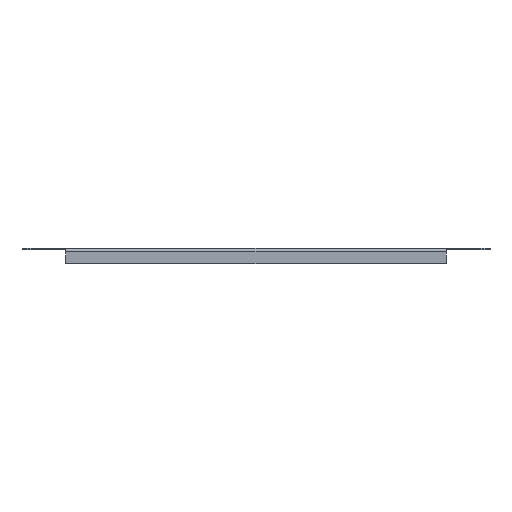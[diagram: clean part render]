
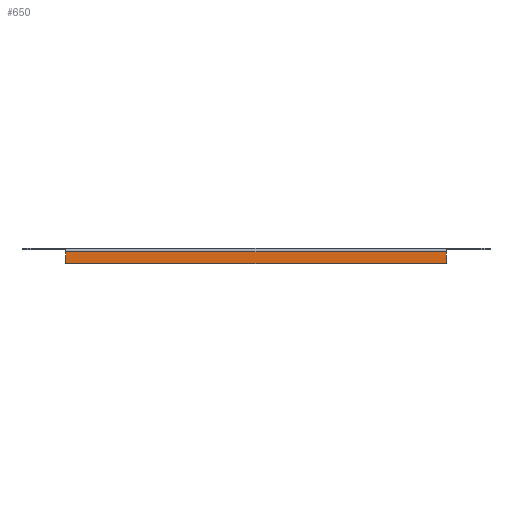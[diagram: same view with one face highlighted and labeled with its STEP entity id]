
A CAD part, front view. The second image highlights one B-rep face of the part: STEP entity #650.
In plain terms, the highlighted planar face has unit normal (0, -1, 0).
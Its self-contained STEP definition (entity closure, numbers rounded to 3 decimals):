
#7 = LINE ( 'NONE', #454, #732 ) ;
#19 = LINE ( 'NONE', #782, #427 ) ;
#76 = EDGE_CURVE ( 'NONE', #1018, #113, #19, .T. ) ;
#113 = VERTEX_POINT ( 'NONE', #671 ) ;
#162 = ORIENTED_EDGE ( 'NONE', *, *, #369, .F. ) ;
#166 = VERTEX_POINT ( 'NONE', #1042 ) ;
#206 = EDGE_CURVE ( 'NONE', #529, #1018, #1363, .T. ) ;
#274 = CARTESIAN_POINT ( 'NONE',  ( 0., -74.7, 0. ) ) ;
#287 = CARTESIAN_POINT ( 'NONE',  ( 99.5, -74.7, -8. ) ) ;
#369 = EDGE_CURVE ( 'NONE', #166, #529, #628, .T. ) ;
#380 = DIRECTION ( 'NONE',  ( 0., 0., 1. ) ) ;
#427 = VECTOR ( 'NONE', #1118, 1000. ) ;
#454 = CARTESIAN_POINT ( 'NONE',  ( 99.5, -74.7, -0.8 ) ) ;
#529 = VERTEX_POINT ( 'NONE', #1217 ) ;
#622 = DIRECTION ( 'NONE',  ( -1., 0., 0. ) ) ;
#628 = LINE ( 'NONE', #287, #1230 ) ;
#637 = AXIS2_PLACEMENT_3D ( 'NONE', #274, #817, #380 ) ;
#650 = ADVANCED_FACE ( 'NONE', ( #926 ), #1362, .F. ) ;
#671 = CARTESIAN_POINT ( 'NONE',  ( 99.5, -74.7, -1.8 ) ) ;
#687 = EDGE_LOOP ( 'NONE', ( #1398, #1414, #162, #829 ) ) ;
#732 = VECTOR ( 'NONE', #1320, 1000. ) ;
#774 = VECTOR ( 'NONE', #812, 1000. ) ;
#782 = CARTESIAN_POINT ( 'NONE',  ( 99.5, -74.7, -1.8 ) ) ;
#812 = DIRECTION ( 'NONE',  ( 0., 0., 1. ) ) ;
#817 = DIRECTION ( 'NONE',  ( 0., 1., 0. ) ) ;
#829 = ORIENTED_EDGE ( 'NONE', *, *, #972, .F. ) ;
#926 = FACE_OUTER_BOUND ( 'NONE', #687, .T. ) ;
#972 = EDGE_CURVE ( 'NONE', #113, #166, #7, .T. ) ;
#1018 = VERTEX_POINT ( 'NONE', #1147 ) ;
#1042 = CARTESIAN_POINT ( 'NONE',  ( 99.5, -74.7, -8. ) ) ;
#1118 = DIRECTION ( 'NONE',  ( 1., 0., 0. ) ) ;
#1147 = CARTESIAN_POINT ( 'NONE',  ( -99.5, -74.7, -1.8 ) ) ;
#1217 = CARTESIAN_POINT ( 'NONE',  ( -99.5, -74.7, -8. ) ) ;
#1230 = VECTOR ( 'NONE', #622, 1000. ) ;
#1320 = DIRECTION ( 'NONE',  ( 0., 0., -1. ) ) ;
#1362 = PLANE ( 'NONE',  #637 ) ;
#1363 = LINE ( 'NONE', #1369, #774 ) ;
#1369 = CARTESIAN_POINT ( 'NONE',  ( -99.5, -74.7, -8. ) ) ;
#1398 = ORIENTED_EDGE ( 'NONE', *, *, #76, .F. ) ;
#1414 = ORIENTED_EDGE ( 'NONE', *, *, #206, .F. ) ;
